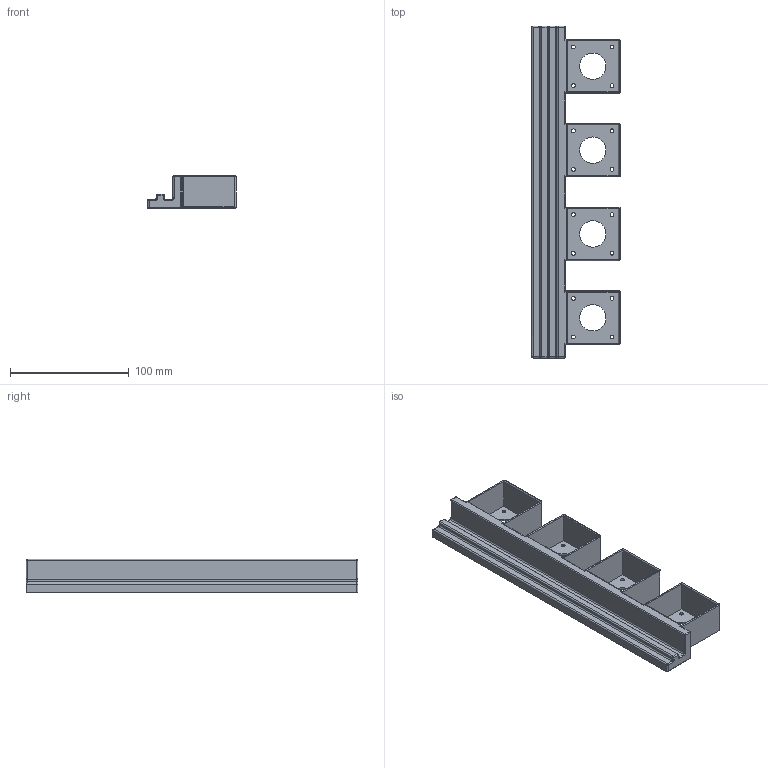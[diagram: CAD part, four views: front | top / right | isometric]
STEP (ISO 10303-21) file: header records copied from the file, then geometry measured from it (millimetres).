
FILE_DESCRIPTION(/* description */ ('STEP AP242','CAx-IF Rec.Pracs.---Representation and Presentation of Product Manufacturing Information (PMI)---4.0---2014-10-13','CAx-IF Rec.Pracs.---3D Tessellated Geometry---0.4---2014-09-14','2;1'),/* implementation_level */ '2;1');
FILE_NAME(/* name */ '65a5d9cb3f099e1e3343a63e',/* time_stamp */ '2024-01-16T01:20:11Z',/* author */ (''),/* organization */ (''),/* preprocessor_version */ 'ST-DEVELOPER v19.4',/* originating_system */ ' ',/* authorisation */ ' ');
FILE_SCHEMA (('AP242_MANAGED_MODEL_BASED_3D_ENGINEERING_MIM_LF { 1 0 10303 442 1 1 4 }'));
Length unit declared in the file: metre
Products named in the file (1): Part 1
Bounding box: 74.3 x 279.64 x 28 mm (x, y, z)
Volume: 144518.8 mm3; surface area: 74886.1 mm2
Topology: 1 solids, 1 shells, 211 faces, 510 edges, 274 vertices
Faces by surface type: cylinder 113, plane 49, sphere 27, torus 14, bspline 8
Full cylindrical faces by diameter (mm): 3.2 x16, 22.2 x4
Entity records: 6002 total; most frequent: CARTESIAN_POINT 1140, DIRECTION 1097, ORIENTED_EDGE 926, EDGE_CURVE 463, AXIS2_PLACEMENT_3D 440, VERTEX_POINT 274, EDGE_LOOP 271, FACE_BOUND 271
